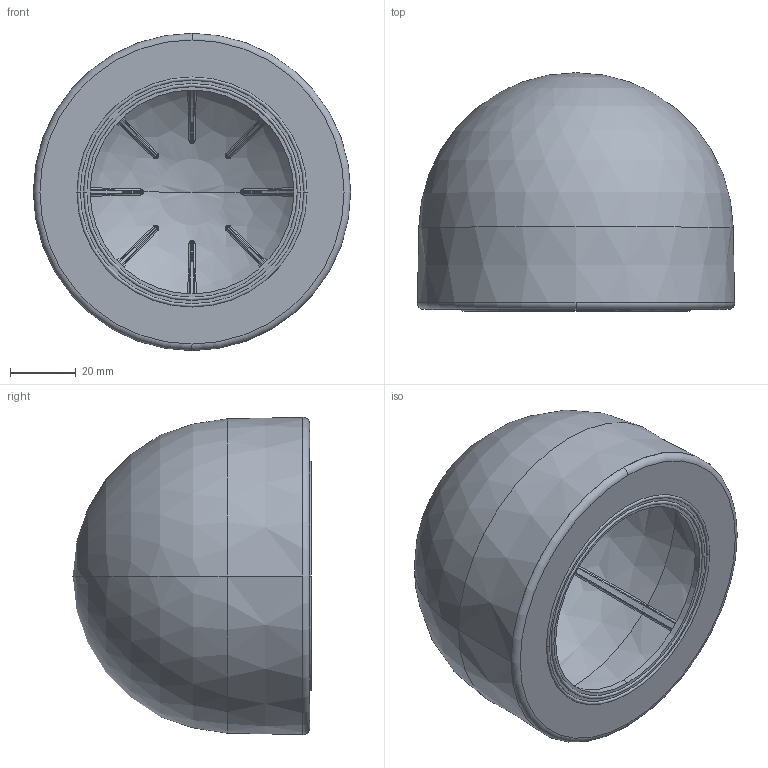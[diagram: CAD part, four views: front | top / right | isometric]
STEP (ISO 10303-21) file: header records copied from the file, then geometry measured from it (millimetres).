
FILE_DESCRIPTION((''),'2;1');
FILE_NAME('227887_SM01_ASM','2022-02-16T15:46:34',('PDMAdmin'),('BANNER ENGINEERING'),'CREO PARAMETRIC BY PTC INC, 2019292','CREO PARAMETRIC BY PTC INC, 2019292','');
FILE_SCHEMA(('CONFIG_CONTROL_DESIGN'));
Length unit declared in the file: millimetre
Products named in the file (2): 227887_EP01; 227887_SM01_ASM
Assembly tree (1 placements, depth 2):
  227887_SM01_ASM
    227887_EP01
Bounding box: 96.5 x 72.5 x 96.5 mm (x, y, z)
Volume: 53213.5 mm3; surface area: 49487.8 mm2
Topology: 1 solids, 1 shells, 205 faces, 484 edges, 282 vertices
Faces by surface type: bspline 96, torus 40, plane 21, cone 18, cylinder 18, sphere 12
Entity records: 10322 total; most frequent: CARTESIAN_POINT 6183, ORIENTED_EDGE 960, DIRECTION 740, EDGE_CURVE 480, AXIS2_PLACEMENT_3D 340, VERTEX_POINT 282, CIRCLE 228, EDGE_LOOP 210
